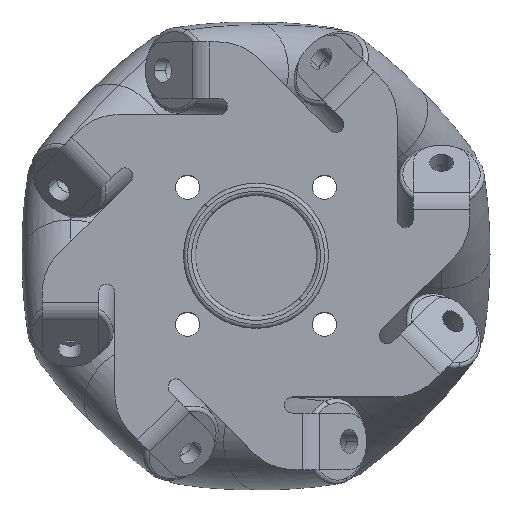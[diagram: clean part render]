
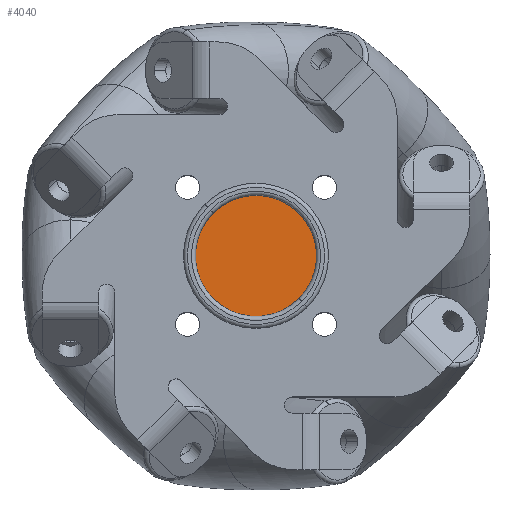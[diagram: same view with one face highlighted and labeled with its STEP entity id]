
A CAD part, top view. The second image highlights one B-rep face of the part: STEP entity #4040.
In plain terms, the highlighted face is planar.
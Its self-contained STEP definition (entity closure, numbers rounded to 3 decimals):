
#72 = CIRCLE ( 'NONE', #4312, 10.5 ) ;
#156 = DIRECTION ( 'NONE',  ( 1., 0., 0. ) ) ;
#301 = CARTESIAN_POINT ( 'NONE',  ( -2.16, 0.025, 10.516 ) ) ;
#719 = CIRCLE ( 'NONE', #6706, 10.5 ) ;
#748 = VERTEX_POINT ( 'NONE', #301 ) ;
#1217 = PLANE ( 'NONE',  #5822 ) ;
#1404 = VERTEX_POINT ( 'NONE', #5389 ) ;
#1515 = CARTESIAN_POINT ( 'NONE',  ( -2.16, 0.025, 0.016 ) ) ;
#1636 = EDGE_LOOP ( 'NONE', ( #2404, #4227 ) ) ;
#1769 = CARTESIAN_POINT ( 'NONE',  ( -2.16, 0.025, 0.016 ) ) ;
#1894 = EDGE_CURVE ( 'NONE', #748, #1404, #719, .T. ) ;
#2324 = DIRECTION ( 'NONE',  ( 0., 0., -1. ) ) ;
#2404 = ORIENTED_EDGE ( 'NONE', *, *, #6307, .T. ) ;
#2648 = CARTESIAN_POINT ( 'NONE',  ( -2.16, 0.025, 0.016 ) ) ;
#3081 = DIRECTION ( 'NONE',  ( -1., 0., 0. ) ) ;
#3841 = DIRECTION ( 'NONE',  ( -1., 0., 0. ) ) ;
#4040 = ADVANCED_FACE ( 'NONE', ( #4607 ), #1217, .F. ) ;
#4227 = ORIENTED_EDGE ( 'NONE', *, *, #1894, .T. ) ;
#4312 = AXIS2_PLACEMENT_3D ( 'NONE', #2648, #3081, #6213 ) ;
#4324 = DIRECTION ( 'NONE',  ( 0., 0., -1. ) ) ;
#4607 = FACE_OUTER_BOUND ( 'NONE', #1636, .T. ) ;
#5389 = CARTESIAN_POINT ( 'NONE',  ( -2.16, 0.025, -10.484 ) ) ;
#5822 = AXIS2_PLACEMENT_3D ( 'NONE', #1515, #156, #4324 ) ;
#6213 = DIRECTION ( 'NONE',  ( 0., 0., -1. ) ) ;
#6307 = EDGE_CURVE ( 'NONE', #1404, #748, #72, .T. ) ;
#6706 = AXIS2_PLACEMENT_3D ( 'NONE', #1769, #3841, #2324 ) ;
